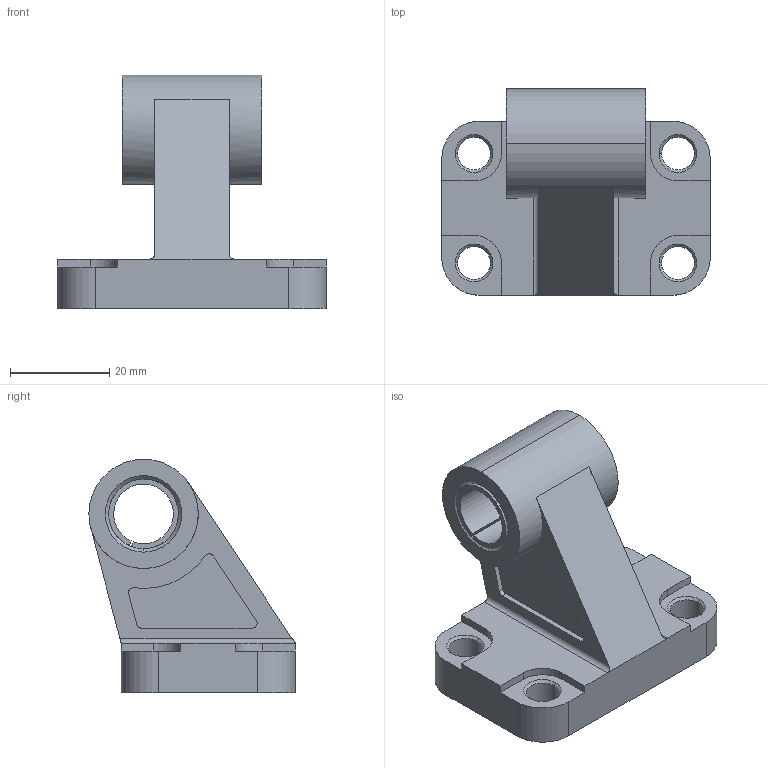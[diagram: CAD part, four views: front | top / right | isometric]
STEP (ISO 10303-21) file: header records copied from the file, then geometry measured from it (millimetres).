
FILE_DESCRIPTION (( 'STEP AP203' ), '1' );
FILE_NAME ('ARQ1040000.step', '2022-03-10T11:57:57', ( '' ), ( '' ), 'SwSTEP 2.0', 'SolidWorks 2021', '' );
FILE_SCHEMA (( 'CONFIG_CONTROL_DESIGN' ));
Length unit declared in the file: millimetre
Products named in the file (3): ARQ1040B00; ARQ1040000; BC02812000
Assembly tree (3 placements, depth 2):
  ARQ1040000
    ARQ1040B00
    BC02812000  x2
Bounding box: 54 x 41.5 x 47 mm (x, y, z)
Volume: 30893.6 mm3; surface area: 12443.4 mm2
Topology: 3 solids, 3 shells, 243 faces, 626 edges, 408 vertices
Faces by surface type: plane 124, cylinder 49, bspline 46, cone 22, torus 2
Entity records: 9705 total; most frequent: CARTESIAN_POINT 3891, ORIENTED_EDGE 1204, DIRECTION 1004, EDGE_CURVE 602, VECTOR 394, LINE 394, VERTEX_POINT 392, AXIS2_PLACEMENT_3D 305
